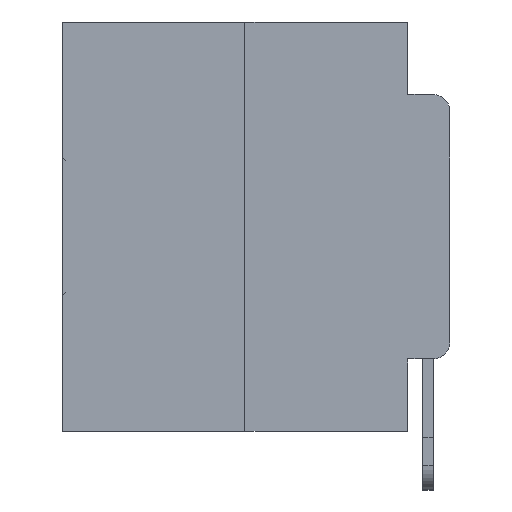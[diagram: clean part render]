
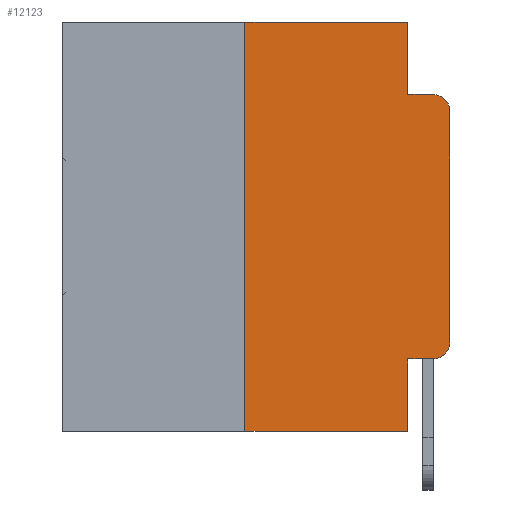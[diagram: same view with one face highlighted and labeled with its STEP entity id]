
A CAD part, left-side view. The second image highlights one B-rep face of the part: STEP entity #12123.
In plain terms, the highlighted planar face has unit normal (-1, 0, 0).
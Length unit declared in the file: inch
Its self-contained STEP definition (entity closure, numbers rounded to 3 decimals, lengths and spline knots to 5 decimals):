
#103 = ORIENTED_EDGE ( 'NONE', *, *, #12194, .F. ) ;
#322 = LINE ( 'NONE', #20945, #13849 ) ;
#367 = EDGE_CURVE ( 'NONE', #19047, #16693, #322, .T. ) ;
#939 = CARTESIAN_POINT ( 'NONE',  ( 0., 0.051, -0.4115 ) ) ;
#2234 = VECTOR ( 'NONE', #22490, 39.37008 ) ;
#2364 = CIRCLE ( 'NONE', #30152, 0.02 ) ;
#2496 = CARTESIAN_POINT ( 'NONE',  ( 0., 0.051, 0. ) ) ;
#2527 = VERTEX_POINT ( 'NONE', #11812 ) ;
#2604 = DIRECTION ( 'NONE',  ( -1., 0., 0. ) ) ;
#2968 = FACE_OUTER_BOUND ( 'NONE', #25468, .T. ) ;
#3092 = VECTOR ( 'NONE', #25851, 39.37008 ) ;
#3450 = EDGE_CURVE ( 'NONE', #19047, #21873, #27670, .T. ) ;
#3462 = DIRECTION ( 'NONE',  ( 1., 0., 0. ) ) ;
#3948 = ORIENTED_EDGE ( 'NONE', *, *, #367, .T. ) ;
#4839 = VECTOR ( 'NONE', #16810, 39.37008 ) ;
#4921 = DIRECTION ( 'NONE',  ( 0., 0., -1. ) ) ;
#5782 = DIRECTION ( 'NONE',  ( 0., 0., -1. ) ) ;
#6850 = ORIENTED_EDGE ( 'NONE', *, *, #3450, .F. ) ;
#7460 = VECTOR ( 'NONE', #9276, 39.37008 ) ;
#8103 = EDGE_CURVE ( 'NONE', #14629, #2527, #20084, .T. ) ;
#8336 = VERTEX_POINT ( 'NONE', #25602 ) ;
#8461 = CARTESIAN_POINT ( 'NONE',  ( 0., 0.051, 0. ) ) ;
#8746 = ORIENTED_EDGE ( 'NONE', *, *, #10456, .F. ) ;
#9216 = DIRECTION ( 'NONE',  ( 0., 0., -1. ) ) ;
#9276 = DIRECTION ( 'NONE',  ( 0., -1., 0. ) ) ;
#9993 = LINE ( 'NONE', #12433, #27236 ) ;
#10386 = EDGE_CURVE ( 'NONE', #12197, #24026, #2364, .T. ) ;
#10456 = EDGE_CURVE ( 'NONE', #8336, #16086, #19523, .T. ) ;
#10544 = CARTESIAN_POINT ( 'NONE',  ( 0., 0.473, 0. ) ) ;
#11733 = CARTESIAN_POINT ( 'NONE',  ( 0., 0.02, -0.4115 ) ) ;
#11812 = CARTESIAN_POINT ( 'NONE',  ( 0., 0., -0.3915 ) ) ;
#12123 = ADVANCED_FACE ( 'NONE', ( #2968 ), #19995, .F. ) ;
#12150 = CARTESIAN_POINT ( 'NONE',  ( 0., 0.25, -0.5 ) ) ;
#12194 = EDGE_CURVE ( 'NONE', #23668, #16693, #14642, .T. ) ;
#12197 = VERTEX_POINT ( 'NONE', #22796 ) ;
#12433 = CARTESIAN_POINT ( 'NONE',  ( 0., 0.051, -0.4115 ) ) ;
#12781 = AXIS2_PLACEMENT_3D ( 'NONE', #23634, #28086, #9216 ) ;
#13253 = ORIENTED_EDGE ( 'NONE', *, *, #28311, .F. ) ;
#13414 = CARTESIAN_POINT ( 'NONE',  ( 0., 0.25, 0. ) ) ;
#13849 = VECTOR ( 'NONE', #25392, 39.37008 ) ;
#14629 = VERTEX_POINT ( 'NONE', #11733 ) ;
#14642 = LINE ( 'NONE', #8461, #2234 ) ;
#15881 = LINE ( 'NONE', #30108, #7460 ) ;
#15939 = LINE ( 'NONE', #19182, #27740 ) ;
#16086 = VERTEX_POINT ( 'NONE', #29801 ) ;
#16443 = ORIENTED_EDGE ( 'NONE', *, *, #22720, .T. ) ;
#16693 = VERTEX_POINT ( 'NONE', #19284 ) ;
#16810 = DIRECTION ( 'NONE',  ( 0., -1., 0. ) ) ;
#17265 = LINE ( 'NONE', #21764, #4839 ) ;
#17685 = VECTOR ( 'NONE', #29585, 39.37008 ) ;
#17819 = CARTESIAN_POINT ( 'NONE',  ( 0., 0.25, 0. ) ) ;
#17840 = EDGE_CURVE ( 'NONE', #23668, #14629, #9993, .T. ) ;
#19008 = CARTESIAN_POINT ( 'NONE',  ( 0., 0.02, -0.1085 ) ) ;
#19047 = VERTEX_POINT ( 'NONE', #12150 ) ;
#19182 = CARTESIAN_POINT ( 'NONE',  ( 0., 0., 0. ) ) ;
#19284 = CARTESIAN_POINT ( 'NONE',  ( 0., 0.051, -0.5 ) ) ;
#19523 = LINE ( 'NONE', #2496, #3092 ) ;
#19995 = PLANE ( 'NONE',  #21301 ) ;
#20084 = CIRCLE ( 'NONE', #12781, 0.02 ) ;
#20945 = CARTESIAN_POINT ( 'NONE',  ( 0., 0.473, -0.5 ) ) ;
#21301 = AXIS2_PLACEMENT_3D ( 'NONE', #10544, #3462, #5782 ) ;
#21578 = DIRECTION ( 'NONE',  ( 0., 0., 1. ) ) ;
#21764 = CARTESIAN_POINT ( 'NONE',  ( 0., 0.473, 0. ) ) ;
#21873 = VERTEX_POINT ( 'NONE', #13414 ) ;
#22490 = DIRECTION ( 'NONE',  ( 0., 0., -1. ) ) ;
#22720 = EDGE_CURVE ( 'NONE', #2527, #12197, #15939, .T. ) ;
#22796 = CARTESIAN_POINT ( 'NONE',  ( 0., 0., -0.1085 ) ) ;
#23393 = EDGE_CURVE ( 'NONE', #16086, #24026, #15881, .T. ) ;
#23586 = ORIENTED_EDGE ( 'NONE', *, *, #23393, .F. ) ;
#23634 = CARTESIAN_POINT ( 'NONE',  ( 0., 0.02, -0.3915 ) ) ;
#23668 = VERTEX_POINT ( 'NONE', #939 ) ;
#24026 = VERTEX_POINT ( 'NONE', #30257 ) ;
#24745 = ORIENTED_EDGE ( 'NONE', *, *, #10386, .T. ) ;
#25392 = DIRECTION ( 'NONE',  ( 0., -1., 0. ) ) ;
#25468 = EDGE_LOOP ( 'NONE', ( #16443, #24745, #23586, #8746, #13253, #6850, #3948, #103, #29215, #25821 ) ) ;
#25602 = CARTESIAN_POINT ( 'NONE',  ( 0., 0.051, 0. ) ) ;
#25821 = ORIENTED_EDGE ( 'NONE', *, *, #8103, .T. ) ;
#25851 = DIRECTION ( 'NONE',  ( 0., 0., -1. ) ) ;
#27236 = VECTOR ( 'NONE', #28640, 39.37008 ) ;
#27670 = LINE ( 'NONE', #17819, #17685 ) ;
#27740 = VECTOR ( 'NONE', #21578, 39.37008 ) ;
#28086 = DIRECTION ( 'NONE',  ( -1., 0., 0. ) ) ;
#28311 = EDGE_CURVE ( 'NONE', #21873, #8336, #17265, .T. ) ;
#28640 = DIRECTION ( 'NONE',  ( 0., -1., 0. ) ) ;
#29215 = ORIENTED_EDGE ( 'NONE', *, *, #17840, .T. ) ;
#29585 = DIRECTION ( 'NONE',  ( 0., 0., 1. ) ) ;
#29801 = CARTESIAN_POINT ( 'NONE',  ( 0., 0.051, -0.0885 ) ) ;
#30108 = CARTESIAN_POINT ( 'NONE',  ( 0., 0.051, -0.0885 ) ) ;
#30152 = AXIS2_PLACEMENT_3D ( 'NONE', #19008, #2604, #4921 ) ;
#30257 = CARTESIAN_POINT ( 'NONE',  ( 0., 0.02, -0.0885 ) ) ;
